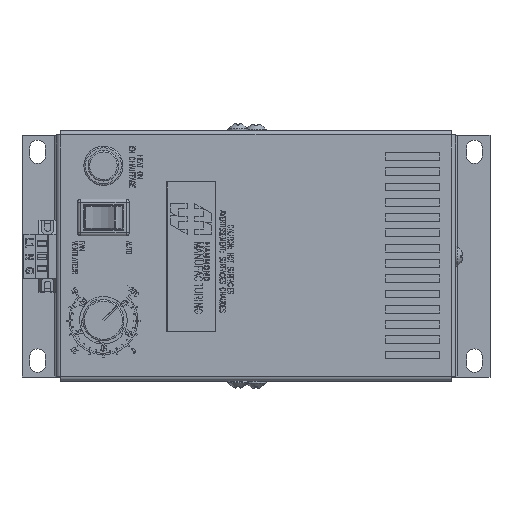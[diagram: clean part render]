
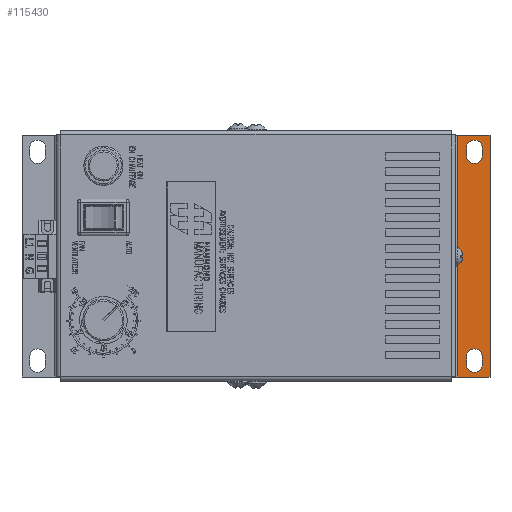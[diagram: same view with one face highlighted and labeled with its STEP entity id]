
A CAD part, top view. The second image highlights one B-rep face of the part: STEP entity #115430.
In plain terms, the highlighted planar face has unit normal (0, 0, 1).
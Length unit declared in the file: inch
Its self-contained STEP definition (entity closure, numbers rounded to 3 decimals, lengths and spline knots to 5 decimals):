
#1201 = ORIENTED_EDGE ( 'NONE', *, *, #11057, .T. ) ;
#3452 = DIRECTION ( 'NONE',  ( 0., -1., 0. ) ) ;
#7574 = AXIS2_PLACEMENT_3D ( 'NONE', #132942, #105351, #36841 ) ;
#7691 = CIRCLE ( 'NONE', #52517, 0.125 ) ;
#8965 = ORIENTED_EDGE ( 'NONE', *, *, #35329, .T. ) ;
#11057 = EDGE_CURVE ( 'NONE', #24338, #104229, #126315, .T. ) ;
#11223 = CARTESIAN_POINT ( 'NONE',  ( 3.6125, 1.7305, -4.398 ) ) ;
#12004 = EDGE_CURVE ( 'NONE', #57217, #24338, #47398, .T. ) ;
#12240 = LINE ( 'NONE', #128679, #25538 ) ;
#12563 = CARTESIAN_POINT ( 'NONE',  ( 3.7375, 1.929, -4.398 ) ) ;
#17805 = VERTEX_POINT ( 'NONE', #131694 ) ;
#18438 = CARTESIAN_POINT ( 'NONE',  ( 3.43631, 1.929, -4.398 ) ) ;
#19975 = VERTEX_POINT ( 'NONE', #134948 ) ;
#21440 = ORIENTED_EDGE ( 'NONE', *, *, #107485, .T. ) ;
#22930 = AXIS2_PLACEMENT_3D ( 'NONE', #106615, #61057, #126294 ) ;
#24338 = VERTEX_POINT ( 'NONE', #30956 ) ;
#24357 = LINE ( 'NONE', #67109, #51757 ) ;
#24556 = LINE ( 'NONE', #67310, #112795 ) ;
#25538 = VECTOR ( 'NONE', #33283, 39.37008 ) ;
#27022 = CARTESIAN_POINT ( 'NONE',  ( 3.3625, -1.7305, -4.398 ) ) ;
#27334 = EDGE_CURVE ( 'NONE', #67490, #42357, #24556, .T. ) ;
#27559 = ORIENTED_EDGE ( 'NONE', *, *, #69455, .T. ) ;
#27692 = VERTEX_POINT ( 'NONE', #99904 ) ;
#27901 = FACE_BOUND ( 'NONE', #101022, .T. ) ;
#28598 = CARTESIAN_POINT ( 'NONE',  ( 3.43631, 0., -4.398 ) ) ;
#30956 = CARTESIAN_POINT ( 'NONE',  ( 3.6125, -1.7305, -4.398 ) ) ;
#33283 = DIRECTION ( 'NONE',  ( 0., -1., 0. ) ) ;
#35329 = EDGE_CURVE ( 'NONE', #19975, #27692, #7691, .T. ) ;
#35869 = CARTESIAN_POINT ( 'NONE',  ( 3.43631, -1.929, -4.398 ) ) ;
#36325 = DIRECTION ( 'NONE',  ( 0., 0., 1. ) ) ;
#36482 = ORIENTED_EDGE ( 'NONE', *, *, #57494, .T. ) ;
#36841 = DIRECTION ( 'NONE',  ( -1., 0., 0. ) ) ;
#36870 = CARTESIAN_POINT ( 'NONE',  ( 3.7375, -1.929, -4.398 ) ) ;
#37156 = ORIENTED_EDGE ( 'NONE', *, *, #119264, .T. ) ;
#38145 = ORIENTED_EDGE ( 'NONE', *, *, #51434, .T. ) ;
#42357 = VERTEX_POINT ( 'NONE', #12563 ) ;
#42365 = AXIS2_PLACEMENT_3D ( 'NONE', #112381, #135505, #102547 ) ;
#45760 = CARTESIAN_POINT ( 'NONE',  ( 3.2175, 1.929, -4.398 ) ) ;
#47289 = CARTESIAN_POINT ( 'NONE',  ( 3.2175, -1.929, -4.398 ) ) ;
#47398 = LINE ( 'NONE', #109155, #108556 ) ;
#48237 = VECTOR ( 'NONE', #61202, 39.37008 ) ;
#48560 = VECTOR ( 'NONE', #89841, 39.37008 ) ;
#51434 = EDGE_CURVE ( 'NONE', #17805, #61628, #89391, .T. ) ;
#51757 = VECTOR ( 'NONE', #100057, 39.37008 ) ;
#52517 = AXIS2_PLACEMENT_3D ( 'NONE', #77805, #63859, #106645 ) ;
#55233 = VERTEX_POINT ( 'NONE', #83793 ) ;
#55736 = EDGE_CURVE ( 'NONE', #61628, #19975, #56725, .T. ) ;
#56137 = LINE ( 'NONE', #98919, #64178 ) ;
#56219 = LINE ( 'NONE', #35869, #48560 ) ;
#56530 = DIRECTION ( 'NONE',  ( 0., -1., 0. ) ) ;
#56725 = LINE ( 'NONE', #99500, #127969 ) ;
#57217 = VERTEX_POINT ( 'NONE', #94350 ) ;
#57494 = EDGE_CURVE ( 'NONE', #55233, #57217, #125965, .T. ) ;
#59836 = LINE ( 'NONE', #18438, #48237 ) ;
#60454 = ORIENTED_EDGE ( 'NONE', *, *, #132184, .T. ) ;
#61057 = DIRECTION ( 'NONE',  ( 0., 0., -1. ) ) ;
#61172 = EDGE_CURVE ( 'NONE', #42357, #93493, #59836, .T. ) ;
#61202 = DIRECTION ( 'NONE',  ( -1., 0., 0. ) ) ;
#61628 = VERTEX_POINT ( 'NONE', #11223 ) ;
#63859 = DIRECTION ( 'NONE',  ( 0., 0., -1. ) ) ;
#64178 = VECTOR ( 'NONE', #120678, 39.37008 ) ;
#66633 = DIRECTION ( 'NONE',  ( 0., 1., 0. ) ) ;
#67109 = CARTESIAN_POINT ( 'NONE',  ( 3.3625, 0., -4.398 ) ) ;
#67310 = CARTESIAN_POINT ( 'NONE',  ( 3.7375, 0., -4.398 ) ) ;
#67490 = VERTEX_POINT ( 'NONE', #36870 ) ;
#68579 = FACE_OUTER_BOUND ( 'NONE', #86938, .T. ) ;
#69455 = EDGE_CURVE ( 'NONE', #96525, #67490, #56219, .T. ) ;
#77805 = CARTESIAN_POINT ( 'NONE',  ( 3.4875, 1.6055, -4.398 ) ) ;
#82447 = ORIENTED_EDGE ( 'NONE', *, *, #61172, .T. ) ;
#83793 = CARTESIAN_POINT ( 'NONE',  ( 3.3625, -1.6055, -4.398 ) ) ;
#85687 = ORIENTED_EDGE ( 'NONE', *, *, #12004, .T. ) ;
#86938 = EDGE_LOOP ( 'NONE', ( #91037, #82447, #37156, #27559 ) ) ;
#89391 = CIRCLE ( 'NONE', #42365, 0.125 ) ;
#89841 = DIRECTION ( 'NONE',  ( 1., 0., 0. ) ) ;
#91037 = ORIENTED_EDGE ( 'NONE', *, *, #27334, .T. ) ;
#91695 = DIRECTION ( 'NONE',  ( 1., 0., 0. ) ) ;
#93493 = VERTEX_POINT ( 'NONE', #45760 ) ;
#94350 = CARTESIAN_POINT ( 'NONE',  ( 3.6125, -1.6055, -4.398 ) ) ;
#96525 = VERTEX_POINT ( 'NONE', #47289 ) ;
#98919 = CARTESIAN_POINT ( 'NONE',  ( 3.3625, 0., -4.398 ) ) ;
#99500 = CARTESIAN_POINT ( 'NONE',  ( 3.6125, 0., -4.398 ) ) ;
#99904 = CARTESIAN_POINT ( 'NONE',  ( 3.3625, 1.6055, -4.398 ) ) ;
#100057 = DIRECTION ( 'NONE',  ( 0., 1., 0. ) ) ;
#101022 = EDGE_LOOP ( 'NONE', ( #103301, #8965, #21440, #38145 ) ) ;
#102547 = DIRECTION ( 'NONE',  ( 1., 0., 0. ) ) ;
#103301 = ORIENTED_EDGE ( 'NONE', *, *, #55736, .T. ) ;
#104229 = VERTEX_POINT ( 'NONE', #27022 ) ;
#105351 = DIRECTION ( 'NONE',  ( 0., 0., -1. ) ) ;
#106615 = CARTESIAN_POINT ( 'NONE',  ( 3.4875, -1.6055, -4.398 ) ) ;
#106645 = DIRECTION ( 'NONE',  ( 1., 0., 0. ) ) ;
#107485 = EDGE_CURVE ( 'NONE', #27692, #17805, #56137, .T. ) ;
#107808 = AXIS2_PLACEMENT_3D ( 'NONE', #28598, #36325, #91695 ) ;
#108556 = VECTOR ( 'NONE', #56530, 39.37008 ) ;
#109155 = CARTESIAN_POINT ( 'NONE',  ( 3.6125, 0., -4.398 ) ) ;
#112075 = FACE_BOUND ( 'NONE', #138248, .T. ) ;
#112381 = CARTESIAN_POINT ( 'NONE',  ( 3.4875, 1.7305, -4.398 ) ) ;
#112795 = VECTOR ( 'NONE', #66633, 39.37008 ) ;
#115430 = ADVANCED_FACE ( 'NONE', ( #27901, #112075, #68579 ), #133114, .T. ) ;
#119264 = EDGE_CURVE ( 'NONE', #93493, #96525, #12240, .T. ) ;
#120678 = DIRECTION ( 'NONE',  ( 0., 1., 0. ) ) ;
#125965 = CIRCLE ( 'NONE', #22930, 0.125 ) ;
#126294 = DIRECTION ( 'NONE',  ( -1., 0., 0. ) ) ;
#126315 = CIRCLE ( 'NONE', #7574, 0.125 ) ;
#127969 = VECTOR ( 'NONE', #3452, 39.37008 ) ;
#128679 = CARTESIAN_POINT ( 'NONE',  ( 3.2175, 0., -4.398 ) ) ;
#131694 = CARTESIAN_POINT ( 'NONE',  ( 3.3625, 1.7305, -4.398 ) ) ;
#132184 = EDGE_CURVE ( 'NONE', #104229, #55233, #24357, .T. ) ;
#132942 = CARTESIAN_POINT ( 'NONE',  ( 3.4875, -1.7305, -4.398 ) ) ;
#133114 = PLANE ( 'NONE',  #107808 ) ;
#134948 = CARTESIAN_POINT ( 'NONE',  ( 3.6125, 1.6055, -4.398 ) ) ;
#135505 = DIRECTION ( 'NONE',  ( 0., 0., -1. ) ) ;
#138248 = EDGE_LOOP ( 'NONE', ( #85687, #1201, #60454, #36482 ) ) ;
